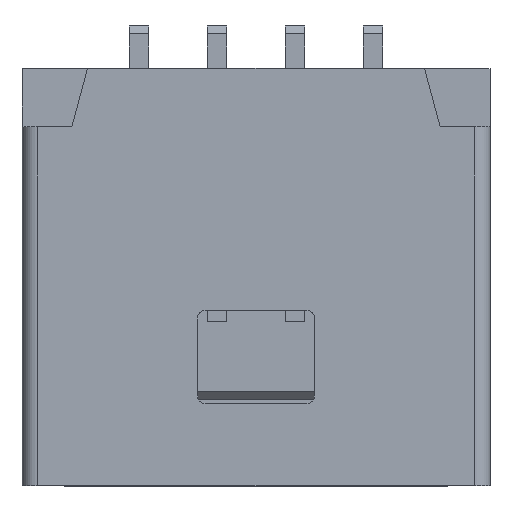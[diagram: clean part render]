
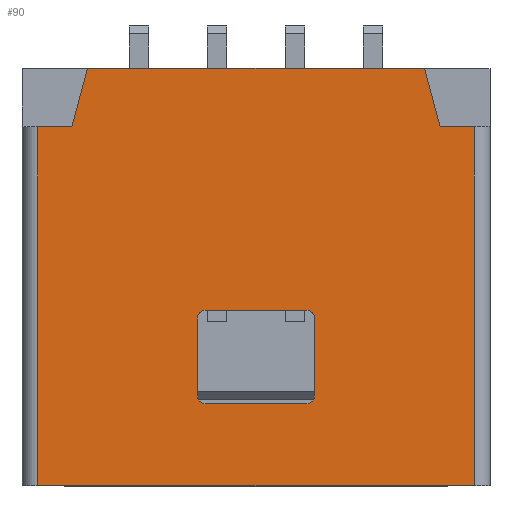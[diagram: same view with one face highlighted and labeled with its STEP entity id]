
A CAD part, top view. The second image highlights one B-rep face of the part: STEP entity #90.
In plain terms, the highlighted planar face has unit normal (0, 0, 1).
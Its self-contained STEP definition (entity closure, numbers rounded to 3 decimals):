
#90=ADVANCED_FACE('',(#262,#263),#264,.F.);
#262=FACE_BOUND('',#579,.T.);
#263=FACE_OUTER_BOUND('',#580,.T.);
#264=PLANE('',#581);
#579=EDGE_LOOP('',(#1041,#1042,#1043,#1044,#1045,#1046,#1047,#1048));
#580=EDGE_LOOP('',(#1049,#1050,#1051,#1052,#1053,#1054,#1055,#1056));
#581=AXIS2_PLACEMENT_3D('',#1057,#1058,#1059);
#1041=ORIENTED_EDGE('',*,*,#2323,.F.);
#1042=ORIENTED_EDGE('',*,*,#2324,.F.);
#1043=ORIENTED_EDGE('',*,*,#2325,.F.);
#1044=ORIENTED_EDGE('',*,*,#2326,.F.);
#1045=ORIENTED_EDGE('',*,*,#2327,.F.);
#1046=ORIENTED_EDGE('',*,*,#2328,.F.);
#1047=ORIENTED_EDGE('',*,*,#2329,.F.);
#1048=ORIENTED_EDGE('',*,*,#2330,.F.);
#1049=ORIENTED_EDGE('',*,*,#2331,.F.);
#1050=ORIENTED_EDGE('',*,*,#2332,.T.);
#1051=ORIENTED_EDGE('',*,*,#2267,.F.);
#1052=ORIENTED_EDGE('',*,*,#2333,.T.);
#1053=ORIENTED_EDGE('',*,*,#2334,.F.);
#1054=ORIENTED_EDGE('',*,*,#2335,.F.);
#1055=ORIENTED_EDGE('',*,*,#2311,.T.);
#1056=ORIENTED_EDGE('',*,*,#2336,.F.);
#1057=CARTESIAN_POINT('',(3.0,6.24,2.94));
#1058=DIRECTION('',(0.0,0.0,-1.0));
#1059=DIRECTION('',(0.0,-1.0,0.0));
#2267=EDGE_CURVE('',#2759,#2760,#2761,.T.);
#2311=EDGE_CURVE('',#2843,#2841,#2844,.T.);
#2323=EDGE_CURVE('',#2862,#2863,#2864,.T.);
#2324=EDGE_CURVE('',#2865,#2862,#2866,.T.);
#2325=EDGE_CURVE('',#2867,#2865,#2868,.T.);
#2326=EDGE_CURVE('',#2869,#2867,#2870,.T.);
#2327=EDGE_CURVE('',#2871,#2869,#2872,.T.);
#2328=EDGE_CURVE('',#2873,#2871,#2874,.T.);
#2329=EDGE_CURVE('',#2875,#2873,#2876,.T.);
#2330=EDGE_CURVE('',#2863,#2875,#2877,.T.);
#2331=EDGE_CURVE('',#2878,#2879,#2880,.T.);
#2332=EDGE_CURVE('',#2878,#2760,#2881,.T.);
#2333=EDGE_CURVE('',#2759,#2882,#2883,.T.);
#2334=EDGE_CURVE('',#2884,#2882,#2885,.T.);
#2335=EDGE_CURVE('',#2843,#2884,#2886,.T.);
#2336=EDGE_CURVE('',#2879,#2841,#2887,.T.);
#2759=VERTEX_POINT('',#3548);
#2760=VERTEX_POINT('',#3549);
#2761=LINE('',#3550,#3551);
#2841=VERTEX_POINT('',#3671);
#2843=VERTEX_POINT('',#3674);
#2844=LINE('',#3675,#3676);
#2862=VERTEX_POINT('',#3705);
#2863=VERTEX_POINT('',#3706);
#2864=CIRCLE('',#3707,0.1);
#2865=VERTEX_POINT('',#3708);
#2866=LINE('',#3709,#3710);
#2867=VERTEX_POINT('',#3711);
#2868=CIRCLE('',#3712,0.1);
#2869=VERTEX_POINT('',#3713);
#2870=LINE('',#3714,#3715);
#2871=VERTEX_POINT('',#3716);
#2872=CIRCLE('',#3717,0.1);
#2873=VERTEX_POINT('',#3718);
#2874=LINE('',#3719,#3720);
#2875=VERTEX_POINT('',#3721);
#2876=CIRCLE('',#3722,0.1);
#2877=LINE('',#3723,#3724);
#2878=VERTEX_POINT('',#3725);
#2879=VERTEX_POINT('',#3726);
#2880=LINE('',#3727,#3728);
#2881=LINE('',#3729,#3730);
#2882=VERTEX_POINT('',#3731);
#2883=LINE('',#3732,#3733);
#2884=VERTEX_POINT('',#3734);
#2885=LINE('',#3735,#3736);
#2886=LINE('',#3737,#3738);
#2887=LINE('',#3739,#3740);
#3548=CARTESIAN_POINT('',(2.8,0.89,2.94));
#3549=CARTESIAN_POINT('',(-2.8,0.89,2.94));
#3550=CARTESIAN_POINT('',(3.0,0.89,2.94));
#3551=VECTOR('',#4599,1.0);
#3671=CARTESIAN_POINT('',(-2.16,6.24,2.94));
#3674=CARTESIAN_POINT('',(2.16,6.24,2.94));
#3675=CARTESIAN_POINT('',(3.0,6.24,2.94));
#3676=VECTOR('',#4647,1.0);
#3705=CARTESIAN_POINT('',(-0.75,2.04,2.94));
#3706=CARTESIAN_POINT('',(-0.65,1.94,2.94));
#3707=AXIS2_PLACEMENT_3D('',#4659,#4660,#4661);
#3708=CARTESIAN_POINT('',(-0.75,3.04,2.94));
#3709=CARTESIAN_POINT('',(-0.75,3.04,2.94));
#3710=VECTOR('',#4662,1.0);
#3711=CARTESIAN_POINT('',(-0.65,3.14,2.94));
#3712=AXIS2_PLACEMENT_3D('',#4663,#4664,#4665);
#3713=CARTESIAN_POINT('',(0.65,3.14,2.94));
#3714=CARTESIAN_POINT('',(0.65,3.14,2.94));
#3715=VECTOR('',#4666,1.0);
#3716=CARTESIAN_POINT('',(0.75,3.04,2.94));
#3717=AXIS2_PLACEMENT_3D('',#4667,#4668,#4669);
#3718=CARTESIAN_POINT('',(0.75,2.04,2.94));
#3719=CARTESIAN_POINT('',(0.75,2.04,2.94));
#3720=VECTOR('',#4670,1.0);
#3721=CARTESIAN_POINT('',(0.65,1.94,2.94));
#3722=AXIS2_PLACEMENT_3D('',#4671,#4672,#4673);
#3723=CARTESIAN_POINT('',(-0.65,1.94,2.94));
#3724=VECTOR('',#4674,1.0);
#3725=CARTESIAN_POINT('',(-2.8,5.49,2.94));
#3726=CARTESIAN_POINT('',(-2.36,5.49,2.94));
#3727=CARTESIAN_POINT('',(-3.0,5.49,2.94));
#3728=VECTOR('',#4675,1.0);
#3729=CARTESIAN_POINT('',(-2.8,6.24,2.94));
#3730=VECTOR('',#4676,1.0);
#3731=CARTESIAN_POINT('',(2.8,5.49,2.94));
#3732=CARTESIAN_POINT('',(2.8,5.49,2.94));
#3733=VECTOR('',#4677,1.0);
#3734=CARTESIAN_POINT('',(2.36,5.49,2.94));
#3735=CARTESIAN_POINT('',(2.36,5.49,2.94));
#3736=VECTOR('',#4678,1.0);
#3737=CARTESIAN_POINT('',(2.16,6.24,2.94));
#3738=VECTOR('',#4679,1.0);
#3739=CARTESIAN_POINT('',(-2.36,5.49,2.94));
#3740=VECTOR('',#4680,1.0);
#4599=DIRECTION('',(-1.0,0.0,0.0));
#4647=DIRECTION('',(-1.0,0.0,0.0));
#4659=CARTESIAN_POINT('',(-0.65,2.04,2.94));
#4660=DIRECTION('',(0.0,0.0,1.0));
#4661=DIRECTION('',(-1.0,0.0,0.0));
#4662=DIRECTION('',(0.0,-1.0,0.0));
#4663=CARTESIAN_POINT('',(-0.65,3.04,2.94));
#4664=DIRECTION('',(0.0,0.0,1.0));
#4665=DIRECTION('',(-1.0,0.0,0.0));
#4666=DIRECTION('',(-1.0,0.0,0.0));
#4667=CARTESIAN_POINT('',(0.65,3.04,2.94));
#4668=DIRECTION('',(0.0,0.0,1.0));
#4669=DIRECTION('',(-1.0,0.0,0.0));
#4670=DIRECTION('',(0.0,1.0,0.0));
#4671=CARTESIAN_POINT('',(0.65,2.04,2.94));
#4672=DIRECTION('',(0.0,0.0,1.0));
#4673=DIRECTION('',(-1.0,0.0,0.0));
#4674=DIRECTION('',(1.0,0.0,0.0));
#4675=DIRECTION('',(1.0,0.0,0.0));
#4676=DIRECTION('',(0.0,-1.0,0.0));
#4677=DIRECTION('',(0.0,1.0,0.0));
#4678=DIRECTION('',(1.0,0.0,0.0));
#4679=DIRECTION('',(0.258,-0.966,0.0));
#4680=DIRECTION('',(0.258,0.966,0.0));
